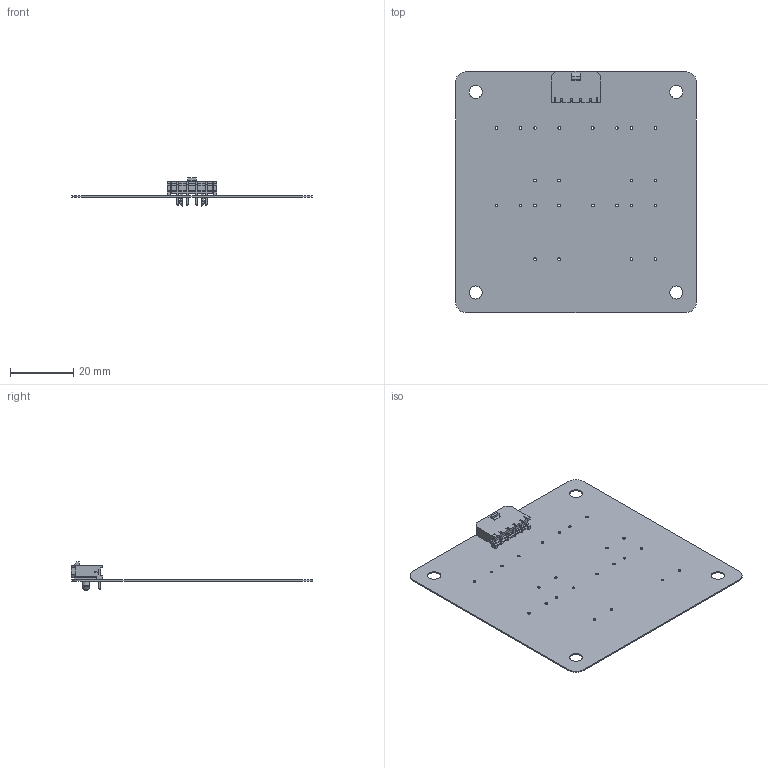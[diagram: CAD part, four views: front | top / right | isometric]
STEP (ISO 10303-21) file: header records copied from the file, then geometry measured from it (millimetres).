
FILE_DESCRIPTION(('Open CASCADE Model'),'2;1');
FILE_NAME('Open CASCADE Shape Model','2022-02-19T21:28:34',('Author'),( 'Open CASCADE'),'Open CASCADE STEP processor 6.8','Open CASCADE 6.8' ,'Unknown');
FILE_SCHEMA(('AUTOMOTIVE_DESIGN { 1 0 10303 214 1 1 1 1 }'));
Length unit declared in the file: millimetre
Products named in the file (7): PCB; Board; Open CASCADE STEP translator 6.8 1.1.1; X1; 436500400_RGB6710886; Open CASCADE STEP translator 6.8 1.2.1.1; Open CASCADE STEP translator 6.8 1.2.1.2
Assembly tree (6 placements, depth 4):
  PCB
    Board
      Open CASCADE STEP translator 6.8 1.1.1
    X1
      436500400_RGB6710886
        Open CASCADE STEP translator 6.8 1.2.1.1
        Open CASCADE STEP translator 6.8 1.2.1.2
Bounding box: 76.2 x 76.32 x 8.9 mm (x, y, z)
Volume: 2751.5 mm3; surface area: 12589 mm2
Topology: 3 solids, 3 shells, 324 faces, 865 edges, 570 vertices
Faces by surface type: plane 277, cylinder 43, cone 2, bspline 2
Full cylindrical faces by diameter (mm): 0.85 x24, 1.02 x4, 3 x2, 4.166 x4
Entity records: 12788 total; most frequent: CARTESIAN_POINT 1888, ORIENTED_EDGE 1702, DIRECTION 1615, EDGE_CURVE 851, LINE 753, VECTOR 753, VERTEX_POINT 542, AXIS2_PLACEMENT_3D 431
